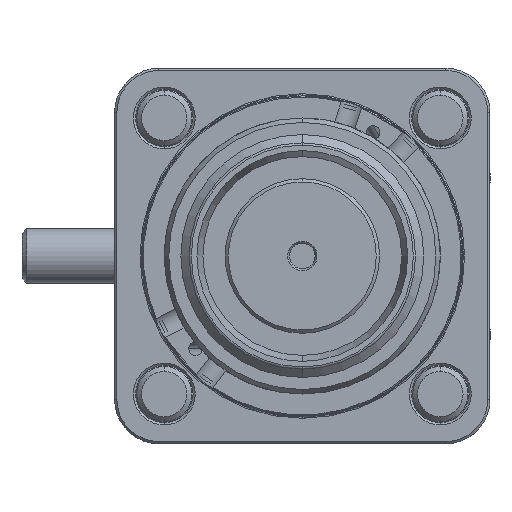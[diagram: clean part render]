
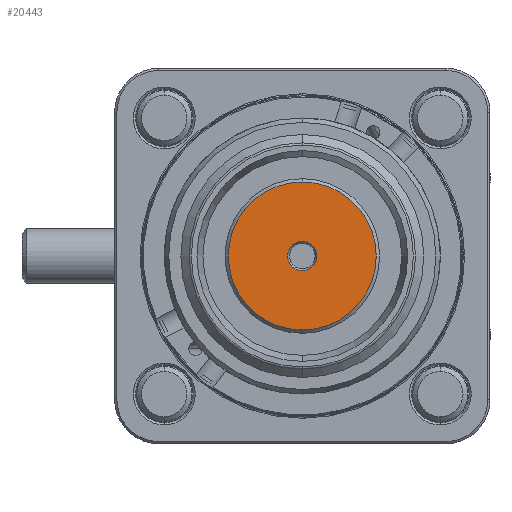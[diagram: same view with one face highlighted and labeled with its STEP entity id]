
A CAD part, front view. The second image highlights one B-rep face of the part: STEP entity #20443.
In plain terms, the highlighted planar face has unit normal (0, -1, 0).
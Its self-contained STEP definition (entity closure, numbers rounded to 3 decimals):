
#1545 = PLANE ( 'NONE',  #24079 ) ;
#1600 = DIRECTION ( 'NONE',  ( 0., -1., 0. ) ) ;
#1604 = AXIS2_PLACEMENT_3D ( 'NONE', #5952, #1600, #20812 ) ;
#2071 = DIRECTION ( 'NONE',  ( 0., 0., 1. ) ) ;
#2488 = CARTESIAN_POINT ( 'NONE',  ( 0., -27.054, 0. ) ) ;
#3206 = AXIS2_PLACEMENT_3D ( 'NONE', #5781, #14110, #2071 ) ;
#3254 = EDGE_CURVE ( 'NONE', #18560, #20044, #7264, .T. ) ;
#3379 = EDGE_CURVE ( 'NONE', #5974, #9778, #9879, .T. ) ;
#5776 = DIRECTION ( 'NONE',  ( 0., 1., 0. ) ) ;
#5781 = CARTESIAN_POINT ( 'NONE',  ( 0., -27.054, 0. ) ) ;
#5952 = CARTESIAN_POINT ( 'NONE',  ( 0., -27.054, 0. ) ) ;
#5974 = VERTEX_POINT ( 'NONE', #24178 ) ;
#6023 = FACE_OUTER_BOUND ( 'NONE', #6966, .T. ) ;
#6966 = EDGE_LOOP ( 'NONE', ( #24877, #12319 ) ) ;
#7264 = CIRCLE ( 'NONE', #1604, 6.7 ) ;
#8631 = DIRECTION ( 'NONE',  ( 0., -1., 0. ) ) ;
#9067 = DIRECTION ( 'NONE',  ( 0., 0., 1. ) ) ;
#9778 = VERTEX_POINT ( 'NONE', #21032 ) ;
#9879 = CIRCLE ( 'NONE', #25166, 1.325 ) ;
#12319 = ORIENTED_EDGE ( 'NONE', *, *, #13679, .T. ) ;
#12332 = ORIENTED_EDGE ( 'NONE', *, *, #21754, .F. ) ;
#12357 = EDGE_LOOP ( 'NONE', ( #18863, #12332 ) ) ;
#13679 = EDGE_CURVE ( 'NONE', #20044, #18560, #25709, .T. ) ;
#14110 = DIRECTION ( 'NONE',  ( 0., -1., 0. ) ) ;
#16959 = DIRECTION ( 'NONE',  ( 0., 0., 1. ) ) ;
#18560 = VERTEX_POINT ( 'NONE', #19620 ) ;
#18863 = ORIENTED_EDGE ( 'NONE', *, *, #3379, .F. ) ;
#19620 = CARTESIAN_POINT ( 'NONE',  ( 0., -27.054, -6.7 ) ) ;
#20044 = VERTEX_POINT ( 'NONE', #22322 ) ;
#20201 = CIRCLE ( 'NONE', #3206, 1.325 ) ;
#20443 = ADVANCED_FACE ( 'NONE', ( #24354, #6023 ), #1545, .F. ) ;
#20812 = DIRECTION ( 'NONE',  ( 0., 0., 1. ) ) ;
#21032 = CARTESIAN_POINT ( 'NONE',  ( 0., -27.054, -1.325 ) ) ;
#21350 = DIRECTION ( 'NONE',  ( 0., -1., 0. ) ) ;
#21491 = CARTESIAN_POINT ( 'NONE',  ( 0., -27.054, 0. ) ) ;
#21754 = EDGE_CURVE ( 'NONE', #9778, #5974, #20201, .T. ) ;
#22287 = DIRECTION ( 'NONE',  ( 0., 0., -1. ) ) ;
#22322 = CARTESIAN_POINT ( 'NONE',  ( 0., -27.054, 6.7 ) ) ;
#24079 = AXIS2_PLACEMENT_3D ( 'NONE', #26415, #5776, #22287 ) ;
#24178 = CARTESIAN_POINT ( 'NONE',  ( 0., -27.054, 1.325 ) ) ;
#24354 = FACE_BOUND ( 'NONE', #12357, .T. ) ;
#24877 = ORIENTED_EDGE ( 'NONE', *, *, #3254, .T. ) ;
#25166 = AXIS2_PLACEMENT_3D ( 'NONE', #21491, #21350, #9067 ) ;
#25709 = CIRCLE ( 'NONE', #26591, 6.7 ) ;
#26415 = CARTESIAN_POINT ( 'NONE',  ( -1.325, -27.054, 0. ) ) ;
#26591 = AXIS2_PLACEMENT_3D ( 'NONE', #2488, #8631, #16959 ) ;
